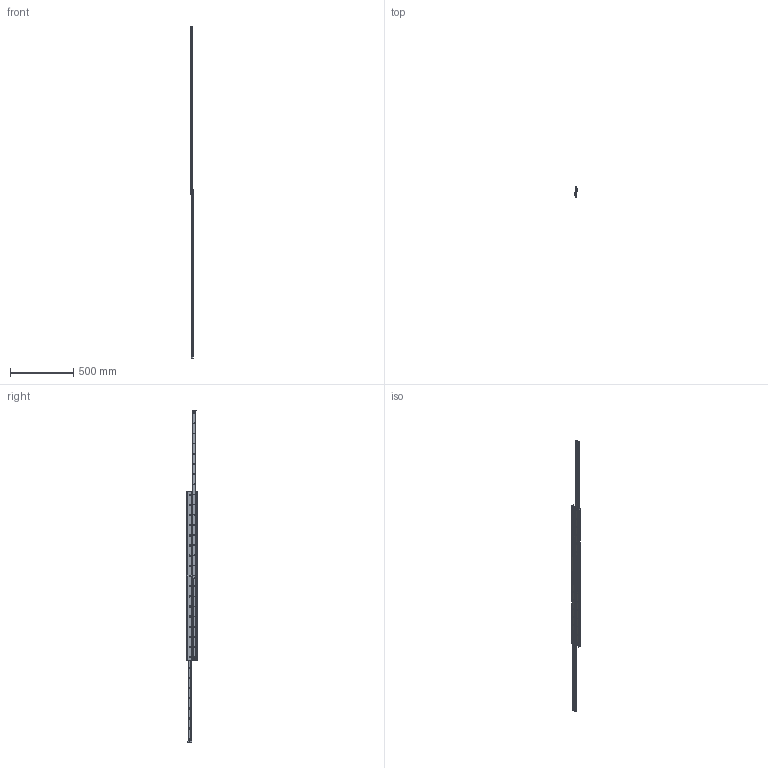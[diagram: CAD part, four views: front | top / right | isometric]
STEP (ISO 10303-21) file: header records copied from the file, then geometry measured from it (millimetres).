
FILE_DESCRIPTION((''),'2;1');
FILE_NAME('LCAS 28H.D-1330.stp','2011-03-02T10:20:59',('MKoza'),(''),'Autodesk Inventor 2009','Autodesk Inventor 2009','');
FILE_SCHEMA(('AUTOMOTIVE_DESIGN { 1 0 10303 214 1 1 1 1 }'));
Length unit declared in the file: millimetre
Products named in the file (11): LCAS 28H.D; ZP 28H.S; LCN 28H; LLMG 28H; SP.L 28H; AG.L 28H-4,5; AP.L 28H; KF.LCA 28H; DIN 7991 M5x8; VKB.L 28H 4x7; AS.L 28H 4x3,8
Assembly tree (59 placements, depth 2):
  LCAS 28H.D
    ZP 28H.S
    LCN 28H  x2
    LLMG 28H  x2
    SP.L 28H  x2
    AG.L 28H-4,5  x4
    AP.L 28H  x4
    KF.LCA 28H  x2
    DIN 7991 M5x8  x34
    VKB.L 28H 4x7  x4
    AS.L 28H 4x3,8  x4
Bounding box: 15.8 x 80 x 2616 mm (x, y, z)
Volume: 1112045.7 mm3; surface area: 790322.9 mm2
Topology: 59 solids, 59 shells, 1138 faces, 2808 edges, 1822 vertices
Faces by surface type: plane 586, bspline 316, cylinder 158, cone 78
Full cylindrical faces by diameter (mm): 3.9 x4, 4 x4, 5 x38, 10 x34
Entity records: 13682 total; most frequent: CARTESIAN_POINT 5047, DIRECTION 1599, ORIENTED_EDGE 1468, EDGE_LOOP 751, EDGE_CURVE 734, AXIS2_PLACEMENT_3D 624, VERTEX_POINT 587, FACE_BOUND 393
